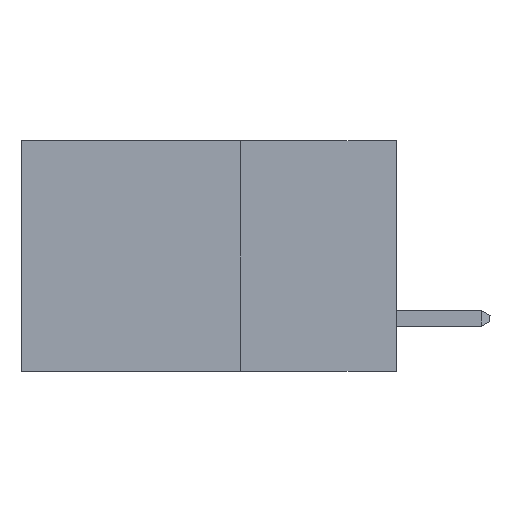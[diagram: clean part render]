
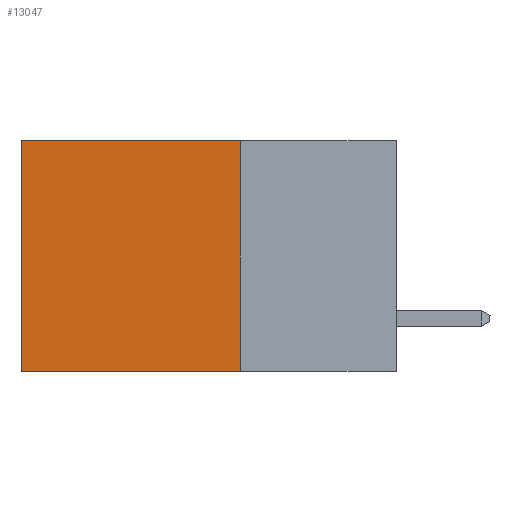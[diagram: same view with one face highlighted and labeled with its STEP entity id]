
A CAD part, left-side view. The second image highlights one B-rep face of the part: STEP entity #13047.
In plain terms, the highlighted planar face has unit normal (-1, 0, 0).
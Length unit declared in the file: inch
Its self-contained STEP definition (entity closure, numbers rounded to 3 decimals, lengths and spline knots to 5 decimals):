
#42 = EDGE_CURVE ( 'NONE', #182, #10361, #2068, .T. ) ;
#107 = PLANE ( 'NONE',  #1597 ) ;
#182 = VERTEX_POINT ( 'NONE', #12879 ) ;
#470 = CARTESIAN_POINT ( 'NONE',  ( 0.2615, 0.25, -0.37 ) ) ;
#554 = EDGE_LOOP ( 'NONE', ( #4092, #8668, #11423, #13139 ) ) ;
#1160 = CARTESIAN_POINT ( 'NONE',  ( 0.2615, 0.25, -0.37 ) ) ;
#1229 = VECTOR ( 'NONE', #8535, 39.37008 ) ;
#1353 = EDGE_CURVE ( 'NONE', #4235, #10361, #4765, .T. ) ;
#1437 = VECTOR ( 'NONE', #8088, 39.37008 ) ;
#1597 = AXIS2_PLACEMENT_3D ( 'NONE', #1160, #9336, #3205 ) ;
#1645 = EDGE_CURVE ( 'NONE', #10844, #4235, #3621, .T. ) ;
#1791 = EDGE_CURVE ( 'NONE', #10844, #182, #2016, .T. ) ;
#2016 = LINE ( 'NONE', #6620, #7127 ) ;
#2068 = LINE ( 'NONE', #4869, #1437 ) ;
#3205 = DIRECTION ( 'NONE',  ( 0., 0., -1. ) ) ;
#3621 = LINE ( 'NONE', #8956, #1229 ) ;
#4092 = ORIENTED_EDGE ( 'NONE', *, *, #42, .T. ) ;
#4235 = VERTEX_POINT ( 'NONE', #6324 ) ;
#4765 = LINE ( 'NONE', #470, #7459 ) ;
#4869 = CARTESIAN_POINT ( 'NONE',  ( 0.2615, 0.6, -0.37 ) ) ;
#6324 = CARTESIAN_POINT ( 'NONE',  ( 0.2615, 0.25, -0.37 ) ) ;
#6620 = CARTESIAN_POINT ( 'NONE',  ( 0.2615, 0.25, 0. ) ) ;
#7071 = DIRECTION ( 'NONE',  ( 0., 1., 0. ) ) ;
#7127 = VECTOR ( 'NONE', #7071, 39.37008 ) ;
#7459 = VECTOR ( 'NONE', #10903, 39.37008 ) ;
#7845 = CARTESIAN_POINT ( 'NONE',  ( 0.2615, 0.6, -0.37 ) ) ;
#8088 = DIRECTION ( 'NONE',  ( 0., 0., -1. ) ) ;
#8535 = DIRECTION ( 'NONE',  ( 0., 0., -1. ) ) ;
#8668 = ORIENTED_EDGE ( 'NONE', *, *, #1353, .F. ) ;
#8830 = FACE_OUTER_BOUND ( 'NONE', #554, .T. ) ;
#8956 = CARTESIAN_POINT ( 'NONE',  ( 0.2615, 0.25, -0.37 ) ) ;
#9336 = DIRECTION ( 'NONE',  ( 1., 0., 0. ) ) ;
#10361 = VERTEX_POINT ( 'NONE', #7845 ) ;
#10844 = VERTEX_POINT ( 'NONE', #12963 ) ;
#10903 = DIRECTION ( 'NONE',  ( 0., 1., 0. ) ) ;
#11423 = ORIENTED_EDGE ( 'NONE', *, *, #1645, .F. ) ;
#12879 = CARTESIAN_POINT ( 'NONE',  ( 0.2615, 0.6, 0. ) ) ;
#12963 = CARTESIAN_POINT ( 'NONE',  ( 0.2615, 0.25, 0. ) ) ;
#13047 = ADVANCED_FACE ( 'NONE', ( #8830 ), #107, .F. ) ;
#13139 = ORIENTED_EDGE ( 'NONE', *, *, #1791, .T. ) ;
